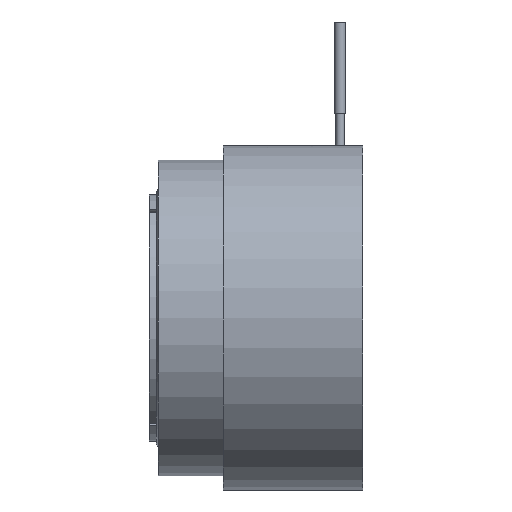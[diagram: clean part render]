
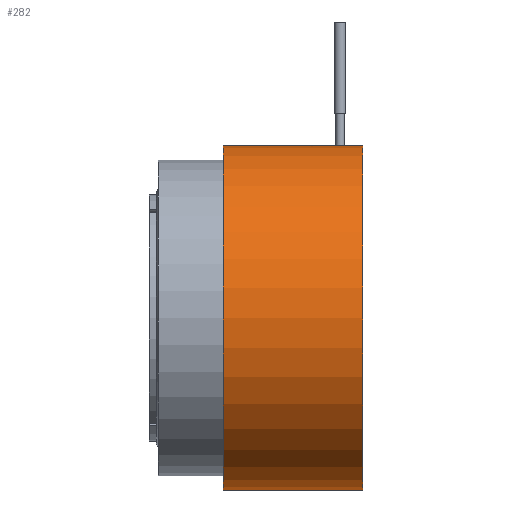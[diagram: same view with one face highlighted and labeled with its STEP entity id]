
A CAD part, front view. The second image highlights one B-rep face of the part: STEP entity #282.
In plain terms, the highlighted cylindrical face has radius 47.625 mm (diameter 95.25 mm), a partial arc.
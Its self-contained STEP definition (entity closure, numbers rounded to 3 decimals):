
#87=CARTESIAN_POINT('POINT7',(54.039,0.,
   47.625));
#88=VERTEX_POINT('VERTEX7',#87);
#96=CARTESIAN_POINT('POINT8',(51.626,0.,
   47.625));
#97=VERTEX_POINT('VERTEX8',#96);
#104=CARTESIAN_POINT('POINT9',(52.832,-1.207,
   47.61));
#105=VERTEX_POINT('VERTEX9',#104);
#106=B_SPLINE_CURVE_WITH_KNOTS('SPLINE_CRV1',3,(#107,#108,#109,#110,#111
   ,#112,#113,#114,#115,#116),.UNSPECIFIED.,.F.,.F.,(4,2,2,2,4),(
   0.,0.018,0.036,
   0.054,0.072),.UNSPECIFIED.);
#107=CARTESIAN_POINT('',(52.832,-1.207,47.61)
   );
#108=CARTESIAN_POINT('',(52.681,-1.207,
   47.61));
#109=CARTESIAN_POINT('',(52.519,-1.176,
   47.611));
#110=CARTESIAN_POINT('',(52.222,-1.053,
   47.613));
#111=CARTESIAN_POINT('',(52.086,-0.96,
   47.615));
#112=CARTESIAN_POINT('',(51.872,-0.746,
   47.619));
#113=CARTESIAN_POINT('',(51.779,-0.61,
   47.621));
#114=CARTESIAN_POINT('',(51.656,-0.313,
   47.624));
#115=CARTESIAN_POINT('',(51.626,-0.151,47.625
   ));
#116=CARTESIAN_POINT('',(51.626,0.,47.625)
   );
#117=EDGE_CURVE('EDGE11',#105,#97,#106,.T.);
#119=B_SPLINE_CURVE_WITH_KNOTS('SPLINE_CRV2',3,(#120,#121,#122,#123,#124
   ,#125,#126,#127,#128,#129),.UNSPECIFIED.,.F.,.F.,(4,2,2,2,4),(
   0.215,0.233,0.251,
   0.268,0.286),.UNSPECIFIED.);
#120=CARTESIAN_POINT('',(54.039,0.,47.625))
   ;
#121=CARTESIAN_POINT('',(54.039,-0.151,47.625
   ));
#122=CARTESIAN_POINT('',(54.008,-0.313,
   47.624));
#123=CARTESIAN_POINT('',(53.885,-0.61,
   47.621));
#124=CARTESIAN_POINT('',(53.792,-0.746,
   47.619));
#125=CARTESIAN_POINT('',(53.578,-0.96,
   47.615));
#126=CARTESIAN_POINT('',(53.442,-1.053,
   47.613));
#127=CARTESIAN_POINT('',(53.145,-1.176,
   47.611));
#128=CARTESIAN_POINT('',(52.983,-1.207,
   47.61));
#129=CARTESIAN_POINT('',(52.832,-1.207,47.61)
   );
#130=EDGE_CURVE('EDGE12',#88,#105,#119,.T.);
#182=CARTESIAN_POINT('POINT12',(59.182,0.,
   47.625));
#183=VERTEX_POINT('VERTEX12',#182);
#184=CARTESIAN_POINT('POINT13',(59.182,0.,
   -47.625));
#185=VERTEX_POINT('VERTEX13',#184);
#186=CARTESIAN_POINT('POS13',(59.182,0.,0.));
#187=DIRECTION('DIR21',(-1.,0.,0.));
#188=DIRECTION('DIR22',(0.,0.,1.));
#189=AXIS2_PLACEMENT_3D('AXIS9',#186,#187,#188);
#190=CIRCLE('ELLIPSE5',#189,47.625);
#193=EDGE_CURVE('EDGE17',#185,#183,#190,.T.);
#243=CARTESIAN_POINT('POS19',(39.865,0.,
   47.625));
#244=DIRECTION('DIR31',(-1.,0.,0.));
#245=VECTOR('VEC7',#244,1.);
#246=LINE('STRAIGHT7',#243,#245);
#247=EDGE_CURVE('EDGE22',#183,#88,#246,.T.);
#248=ORIENTED_EDGE('COEDGE36',*,*,#247,.T.);
#249=ORIENTED_EDGE('COEDGE37',*,*,#130,.T.);
#250=ORIENTED_EDGE('COEDGE38',*,*,#117,.T.);
#251=CARTESIAN_POINT('POINT16',(20.549,0.,
   47.625));
#252=VERTEX_POINT('VERTEX16',#251);
#253=CARTESIAN_POINT('POS20',(39.865,0.,
   47.625));
#254=DIRECTION('DIR32',(-1.,0.,0.));
#255=VECTOR('VEC8',#254,1.);
#256=LINE('STRAIGHT8',#253,#255);
#257=EDGE_CURVE('EDGE23',#97,#252,#256,.T.);
#258=ORIENTED_EDGE('COEDGE39',*,*,#257,.T.);
#259=CARTESIAN_POINT('POINT17',(20.549,0.,
   -47.625));
#260=VERTEX_POINT('VERTEX17',#259);
#261=CARTESIAN_POINT('POS21',(20.549,0.,0.));
#262=DIRECTION('DIR33',(-1.,0.,0.));
#263=DIRECTION('DIR34',(0.,0.,1.));
#264=AXIS2_PLACEMENT_3D('AXIS13',#261,#262,#263);
#265=CIRCLE('ELLIPSE7',#264,47.625);
#266=EDGE_CURVE('EDGE24',#260,#252,#265,.T.);
#267=ORIENTED_EDGE('COEDGE40',*,*,#266,.F.);
#268=CARTESIAN_POINT('POS22',(39.865,0.,
   -47.625));
#269=DIRECTION('DIR35',(1.,0.,0.));
#270=VECTOR('VEC9',#269,1.);
#271=LINE('STRAIGHT9',#268,#270);
#272=EDGE_CURVE('EDGE25',#260,#185,#271,.T.);
#273=ORIENTED_EDGE('COEDGE41',*,*,#272,.T.);
#274=ORIENTED_EDGE('COEDGE42',*,*,#193,.T.);
#275=EDGE_LOOP('NONE',(#248,#249,#250,#258,#267,#273,#274));
#276=FACE_BOUND('LOOP1',#275,.T.);
#277=CARTESIAN_POINT('POS23',(39.865,0.,0.));
#278=DIRECTION('DIR36',(-1.,0.,0.));
#279=DIRECTION('DIR37',(0.,0.,1.));
#280=AXIS2_PLACEMENT_3D('AXIS14',#277,#278,#279);
#281=CYLINDRICAL_SURFACE('CONE_SURF4',#280,47.625);
#282=ADVANCED_FACE('FACE10',(#276),#281,.T.);
